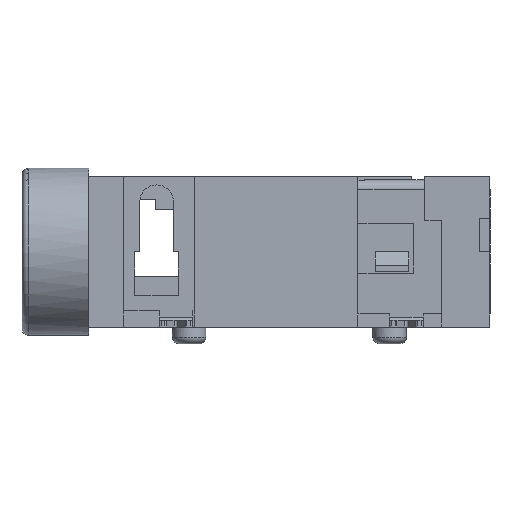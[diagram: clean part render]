
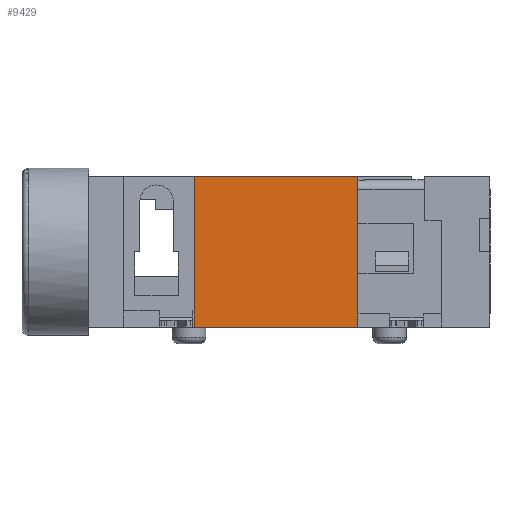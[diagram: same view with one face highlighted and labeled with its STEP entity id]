
A CAD part, front view. The second image highlights one B-rep face of the part: STEP entity #9429.
In plain terms, the highlighted planar face has unit normal (0, -1, 0).
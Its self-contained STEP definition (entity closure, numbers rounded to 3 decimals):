
#72 = VERTEX_POINT('',#73);
#73 = CARTESIAN_POINT('',(2.05,-3.05,0.));
#79 = EDGE_CURVE('',#80,#72,#82,.T.);
#80 = VERTEX_POINT('',#81);
#81 = CARTESIAN_POINT('',(-2.85,-3.05,0.));
#82 = LINE('',#83,#84);
#83 = CARTESIAN_POINT('',(-2.85,-3.05,0.));
#84 = VECTOR('',#85,1.);
#85 = DIRECTION('',(1.,0.,0.));
#7416 = VERTEX_POINT('',#7417);
#7417 = CARTESIAN_POINT('',(-2.85,-3.05,4.5));
#7423 = EDGE_CURVE('',#7416,#7424,#7426,.T.);
#7424 = VERTEX_POINT('',#7425);
#7425 = CARTESIAN_POINT('',(2.05,-3.05,4.5));
#7426 = LINE('',#7427,#7428);
#7427 = CARTESIAN_POINT('',(-2.85,-3.05,4.5));
#7428 = VECTOR('',#7429,1.);
#7429 = DIRECTION('',(1.,0.,0.));
#7804 = EDGE_CURVE('',#72,#7424,#7805,.T.);
#7805 = LINE('',#7806,#7807);
#7806 = CARTESIAN_POINT('',(2.05,-3.05,0.));
#7807 = VECTOR('',#7808,1.);
#7808 = DIRECTION('',(0.,0.,1.));
#8589 = EDGE_CURVE('',#80,#7416,#8590,.T.);
#8590 = LINE('',#8591,#8592);
#8591 = CARTESIAN_POINT('',(-2.85,-3.05,0.));
#8592 = VECTOR('',#8593,1.);
#8593 = DIRECTION('',(0.,0.,1.));
#9429 = ADVANCED_FACE('',(#9430),#9436,.T.);
#9430 = FACE_BOUND('',#9431,.T.);
#9431 = EDGE_LOOP('',(#9432,#9433,#9434,#9435));
#9432 = ORIENTED_EDGE('',*,*,#7423,.F.);
#9433 = ORIENTED_EDGE('',*,*,#8589,.F.);
#9434 = ORIENTED_EDGE('',*,*,#79,.T.);
#9435 = ORIENTED_EDGE('',*,*,#7804,.T.);
#9436 = PLANE('',#9437);
#9437 = AXIS2_PLACEMENT_3D('',#9438,#9439,#9440);
#9438 = CARTESIAN_POINT('',(-6.,-3.05,0.));
#9439 = DIRECTION('',(0.,-1.,0.));
#9440 = DIRECTION('',(0.,0.,1.));
